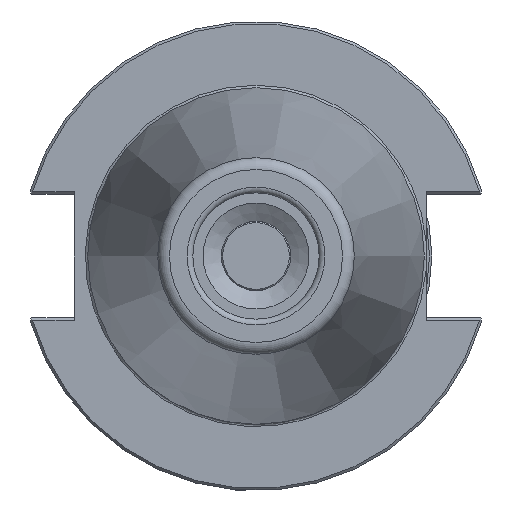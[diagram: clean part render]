
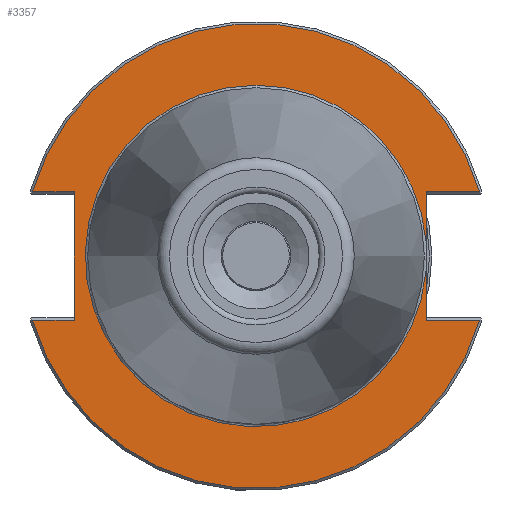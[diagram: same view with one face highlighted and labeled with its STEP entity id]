
A CAD part, left-side view. The second image highlights one B-rep face of the part: STEP entity #3357.
In plain terms, the highlighted planar face has unit normal (-1, 0, 0).
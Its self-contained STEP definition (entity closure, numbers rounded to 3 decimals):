
#177=LINE('',#5327,#455);
#185=LINE('',#5369,#463);
#186=LINE('',#5374,#464);
#187=LINE('',#5376,#465);
#188=LINE('',#5377,#466);
#189=LINE('',#5379,#467);
#190=LINE('',#5384,#468);
#455=VECTOR('',#4219,10.);
#463=VECTOR('',#4241,10.);
#464=VECTOR('',#4246,10.);
#465=VECTOR('',#4247,10.);
#466=VECTOR('',#4248,10.);
#467=VECTOR('',#4249,10.);
#468=VECTOR('',#4254,10.);
#768=FACE_OUTER_BOUND('',#975,.T.);
#975=EDGE_LOOP('',(#2463,#2464,#2465,#2466,#2467,#2468,#2469,#2470,#2471,
#2472,#2473));
#1220=CIRCLE('',#3660,48.25);
#1221=CIRCLE('',#3663,48.25);
#1222=CIRCLE('',#3664,35.429);
#1223=CIRCLE('',#3665,35.429);
#1434=VERTEX_POINT('',#5322);
#1435=VERTEX_POINT('',#5326);
#1443=VERTEX_POINT('',#5351);
#1444=VERTEX_POINT('',#5355);
#1447=VERTEX_POINT('',#5367);
#1448=VERTEX_POINT('',#5371);
#1449=VERTEX_POINT('',#5373);
#1450=VERTEX_POINT('',#5375);
#1451=VERTEX_POINT('',#5378);
#1452=VERTEX_POINT('',#5380);
#1453=VERTEX_POINT('',#5382);
#1808=EDGE_CURVE('',#1434,#1435,#177,.T.);
#1819=EDGE_CURVE('',#1443,#1444,#1220,.T.);
#1824=EDGE_CURVE('',#1447,#1443,#185,.T.);
#1825=EDGE_CURVE('',#1448,#1434,#1221,.T.);
#1826=EDGE_CURVE('',#1449,#1448,#186,.T.);
#1827=EDGE_CURVE('',#1449,#1450,#187,.T.);
#1828=EDGE_CURVE('',#1444,#1450,#188,.T.);
#1829=EDGE_CURVE('',#1447,#1451,#189,.T.);
#1830=EDGE_CURVE('',#1451,#1452,#1222,.T.);
#1831=EDGE_CURVE('',#1452,#1453,#1223,.T.);
#1832=EDGE_CURVE('',#1453,#1435,#190,.T.);
#2463=ORIENTED_EDGE('',*,*,#1808,.F.);
#2464=ORIENTED_EDGE('',*,*,#1825,.F.);
#2465=ORIENTED_EDGE('',*,*,#1826,.F.);
#2466=ORIENTED_EDGE('',*,*,#1827,.T.);
#2467=ORIENTED_EDGE('',*,*,#1828,.F.);
#2468=ORIENTED_EDGE('',*,*,#1819,.F.);
#2469=ORIENTED_EDGE('',*,*,#1824,.F.);
#2470=ORIENTED_EDGE('',*,*,#1829,.T.);
#2471=ORIENTED_EDGE('',*,*,#1830,.T.);
#2472=ORIENTED_EDGE('',*,*,#1831,.T.);
#2473=ORIENTED_EDGE('',*,*,#1832,.T.);
#3201=PLANE('',#3662);
#3357=ADVANCED_FACE('',(#768),#3201,.T.);
#3660=AXIS2_PLACEMENT_3D('',#5356,#4235,#4236);
#3662=AXIS2_PLACEMENT_3D('',#5370,#4242,#4243);
#3663=AXIS2_PLACEMENT_3D('',#5372,#4244,#4245);
#3664=AXIS2_PLACEMENT_3D('',#5381,#4250,#4251);
#3665=AXIS2_PLACEMENT_3D('',#5383,#4252,#4253);
#4219=DIRECTION('',(0.,1.,0.));
#4235=DIRECTION('center_axis',(1.,0.,0.));
#4236=DIRECTION('ref_axis',(0.,0.,-1.));
#4241=DIRECTION('',(0.,-1.,0.));
#4242=DIRECTION('center_axis',(-1.,0.,0.));
#4243=DIRECTION('ref_axis',(0.,0.,1.));
#4244=DIRECTION('center_axis',(1.,0.,0.));
#4245=DIRECTION('ref_axis',(0.,0.,-1.));
#4246=DIRECTION('',(0.,1.,0.));
#4247=DIRECTION('',(0.,0.,-1.));
#4248=DIRECTION('',(0.,-1.,0.));
#4249=DIRECTION('',(0.,0.,1.));
#4250=DIRECTION('center_axis',(1.,0.,0.));
#4251=DIRECTION('ref_axis',(0.,0.,-1.));
#4252=DIRECTION('center_axis',(1.,0.,0.));
#4253=DIRECTION('ref_axis',(0.,0.,-1.));
#4254=DIRECTION('',(0.,0.,1.));
#5322=CARTESIAN_POINT('',(1.5,-46.373,13.325));
#5326=CARTESIAN_POINT('',(1.5,-35.3,13.325));
#5327=CARTESIAN_POINT('',(1.5,6.475,13.325));
#5351=CARTESIAN_POINT('',(1.5,-46.373,-13.325));
#5355=CARTESIAN_POINT('',(1.5,46.373,-13.325));
#5356=CARTESIAN_POINT('Origin',(1.5,0.,
0.));
#5367=CARTESIAN_POINT('',(1.5,-35.3,-13.325));
#5369=CARTESIAN_POINT('',(1.5,-13.707,-13.325));
#5370=CARTESIAN_POINT('Origin',(1.5,48.25,0.));
#5371=CARTESIAN_POINT('',(1.5,46.373,13.325));
#5372=CARTESIAN_POINT('Origin',(1.5,0.,
0.));
#5373=CARTESIAN_POINT('',(1.5,37.7,13.325));
#5374=CARTESIAN_POINT('',(1.5,61.395,13.325));
#5375=CARTESIAN_POINT('',(1.5,37.7,-13.325));
#5376=CARTESIAN_POINT('',(1.5,37.7,6.413));
#5377=CARTESIAN_POINT('',(1.5,42.975,-13.325));
#5378=CARTESIAN_POINT('',(1.5,-35.3,-3.016));
#5379=CARTESIAN_POINT('',(1.5,-35.3,-6.413));
#5380=CARTESIAN_POINT('',(1.5,0.,35.429));
#5381=CARTESIAN_POINT('Origin',(1.5,0.,
0.));
#5382=CARTESIAN_POINT('',(1.5,-35.3,3.016));
#5383=CARTESIAN_POINT('Origin',(1.5,0.,
0.));
#5384=CARTESIAN_POINT('',(1.5,-35.3,-6.413));
